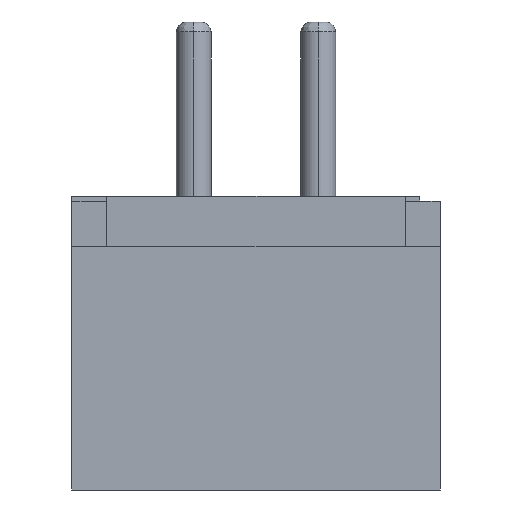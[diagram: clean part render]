
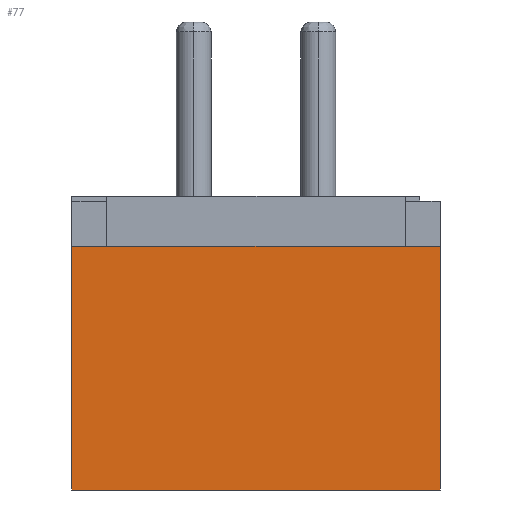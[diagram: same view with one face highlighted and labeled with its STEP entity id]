
A CAD part, front view. The second image highlights one B-rep face of the part: STEP entity #77.
In plain terms, the highlighted planar face has unit normal (0, -1, 0).
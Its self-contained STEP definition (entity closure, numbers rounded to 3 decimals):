
#77=ADVANCED_FACE('',(#167),#168,.F.);
#167=FACE_OUTER_BOUND('',#364,.T.);
#168=PLANE('',#365);
#364=EDGE_LOOP('',(#734,#735,#736,#737));
#365=AXIS2_PLACEMENT_3D('',#738,#739,#740);
#734=ORIENTED_EDGE('',*,*,#1095,.F.);
#735=ORIENTED_EDGE('',*,*,#1134,.T.);
#736=ORIENTED_EDGE('',*,*,#1105,.T.);
#737=ORIENTED_EDGE('',*,*,#1135,.T.);
#738=CARTESIAN_POINT('',(-2.45,-3.1,9.1));
#739=DIRECTION('',(0.,1.0,0.0));
#740=DIRECTION('',(1.0,0.,-0.0));
#1095=EDGE_CURVE('',#1332,#1334,#1335,.T.);
#1105=EDGE_CURVE('',#1353,#1351,#1354,.T.);
#1134=EDGE_CURVE('',#1332,#1353,#1398,.T.);
#1135=EDGE_CURVE('',#1351,#1334,#1399,.T.);
#1332=VERTEX_POINT('',#1710);
#1334=VERTEX_POINT('',#1713);
#1335=LINE('',#1714,#1715);
#1351=VERTEX_POINT('',#1739);
#1353=VERTEX_POINT('',#1742);
#1354=LINE('',#1743,#1744);
#1398=LINE('',#1816,#1817);
#1399=LINE('',#1818,#1819);
#1710=CARTESIAN_POINT('',(4.95,-3.1,8.1));
#1713=CARTESIAN_POINT('',(4.95,-3.1,3.2));
#1714=CARTESIAN_POINT('',(4.95,-3.1,9.1));
#1715=VECTOR('',#1987,1.0);
#1739=CARTESIAN_POINT('',(-2.45,-3.1,3.2));
#1742=CARTESIAN_POINT('',(-2.45,-3.1,8.1));
#1743=CARTESIAN_POINT('',(-2.45,-3.1,9.1));
#1744=VECTOR('',#1997,1.0);
#1816=CARTESIAN_POINT('',(70.81,-3.1,8.1));
#1817=VECTOR('',#2026,1.0);
#1818=CARTESIAN_POINT('',(-2.45,-3.1,3.2));
#1819=VECTOR('',#2027,1.0);
#1987=DIRECTION('',(0.0,0.0,-1.0));
#1997=DIRECTION('',(0.0,0.0,-1.0));
#2026=DIRECTION('',(-1.0,0.,0.0));
#2027=DIRECTION('',(1.0,0.,0.0));
